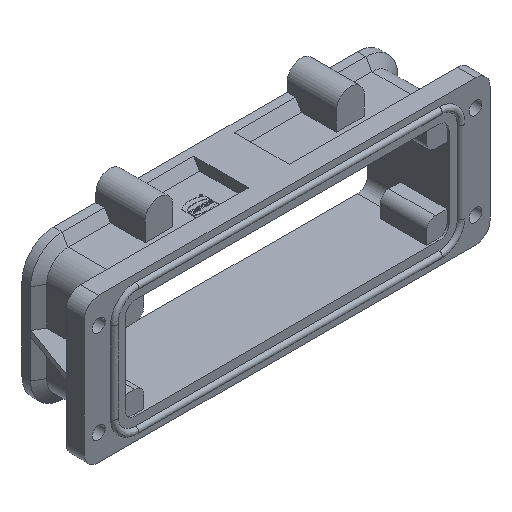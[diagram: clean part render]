
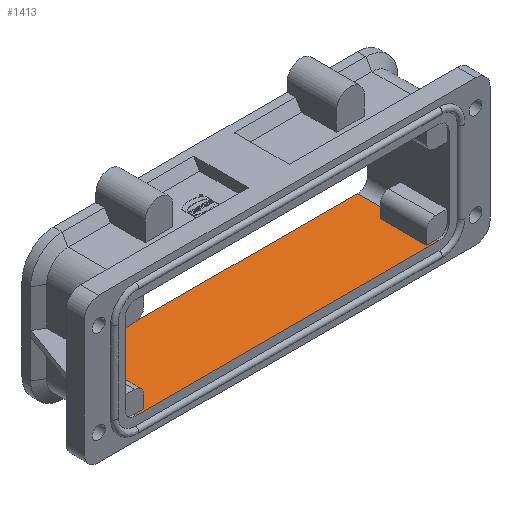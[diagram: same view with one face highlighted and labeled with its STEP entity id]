
A CAD part, isometric view. The second image highlights one B-rep face of the part: STEP entity #1413.
In plain terms, the highlighted planar face has unit normal (0, 0, 1).
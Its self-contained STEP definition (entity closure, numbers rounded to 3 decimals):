
#1204=PLANE('',#5900);
#1413=ADVANCED_FACE('',(#1684),#1204,.T.);
#1684=FACE_OUTER_BOUND('',#1937,.T.);
#1937=EDGE_LOOP('',(#3622,#3623,#3624,#3625,#3626,#3627,#3628,#3629,#3630,
#3631,#3632,#3633));
#2341=LINE('',#8251,#2831);
#2343=LINE('',#8258,#2833);
#2349=LINE('',#8269,#2839);
#2351=LINE('',#8275,#2841);
#2356=LINE('',#8298,#2846);
#2357=LINE('',#8300,#2847);
#2359=LINE('',#8309,#2849);
#2365=LINE('',#8322,#2855);
#2367=LINE('',#8326,#2857);
#2368=LINE('',#8330,#2858);
#2369=LINE('',#8332,#2859);
#2370=LINE('',#8333,#2860);
#2831=VECTOR('',#6638,1.);
#2833=VECTOR('',#6644,1.);
#2839=VECTOR('',#6654,1.);
#2841=VECTOR('',#6660,1.);
#2846=VECTOR('',#6683,1.);
#2847=VECTOR('',#6686,1.);
#2849=VECTOR('',#6694,1.);
#2855=VECTOR('',#6706,1.);
#2857=VECTOR('',#6710,1.);
#2858=VECTOR('',#6715,1.);
#2859=VECTOR('',#6716,1.);
#2860=VECTOR('',#6717,1.);
#3622=ORIENTED_EDGE('',*,*,#5141,.T.);
#3623=ORIENTED_EDGE('',*,*,#5139,.T.);
#3624=ORIENTED_EDGE('',*,*,#5137,.T.);
#3625=ORIENTED_EDGE('',*,*,#5125,.T.);
#3626=ORIENTED_EDGE('',*,*,#5130,.T.);
#3627=ORIENTED_EDGE('',*,*,#5126,.T.);
#3628=ORIENTED_EDGE('',*,*,#5142,.T.);
#3629=ORIENTED_EDGE('',*,*,#5115,.T.);
#3630=ORIENTED_EDGE('',*,*,#5112,.T.);
#3631=ORIENTED_EDGE('',*,*,#5103,.F.);
#3632=ORIENTED_EDGE('',*,*,#5106,.T.);
#3633=ORIENTED_EDGE('',*,*,#5143,.T.);
#4577=VERTEX_POINT('',#8250);
#4578=VERTEX_POINT('',#8252);
#4580=VERTEX_POINT('',#8257);
#4584=VERTEX_POINT('',#8270);
#4586=VERTEX_POINT('',#8276);
#4593=VERTEX_POINT('',#8295);
#4594=VERTEX_POINT('',#8297);
#4595=VERTEX_POINT('',#8301);
#4596=VERTEX_POINT('',#8302);
#4601=VERTEX_POINT('',#8319);
#4604=VERTEX_POINT('',#8327);
#4605=VERTEX_POINT('',#8331);
#5103=EDGE_CURVE('',#4577,#4578,#2341,.T.);
#5106=EDGE_CURVE('',#4577,#4580,#2343,.T.);
#5112=EDGE_CURVE('',#4584,#4578,#2349,.T.);
#5115=EDGE_CURVE('',#4586,#4584,#2351,.T.);
#5125=EDGE_CURVE('',#4593,#4594,#2356,.T.);
#5126=EDGE_CURVE('',#4595,#4596,#2357,.T.);
#5130=EDGE_CURVE('',#4594,#4595,#2359,.T.);
#5137=EDGE_CURVE('',#4601,#4593,#2365,.T.);
#5139=EDGE_CURVE('',#4604,#4601,#2367,.T.);
#5141=EDGE_CURVE('',#4605,#4604,#2368,.T.);
#5142=EDGE_CURVE('',#4596,#4586,#2369,.T.);
#5143=EDGE_CURVE('',#4580,#4605,#2370,.T.);
#5900=AXIS2_PLACEMENT_3D('',#8334,#6718,#6719);
#6638=DIRECTION('',(0.,1.,0.));
#6644=DIRECTION('',(-1.,0.,0.));
#6654=DIRECTION('',(1.,0.,0.));
#6660=DIRECTION('',(0.,-1.,0.));
#6683=DIRECTION('',(0.,1.,0.));
#6686=DIRECTION('',(0.,1.,0.));
#6694=DIRECTION('',(1.,0.,0.));
#6706=DIRECTION('',(-1.,0.,0.));
#6710=DIRECTION('',(0.,1.,0.));
#6715=DIRECTION('',(1.,0.,0.));
#6716=DIRECTION('',(-1.,0.,0.));
#6717=DIRECTION('',(0.,-1.,0.));
#6718=DIRECTION('',(0.,0.,1.));
#6719=DIRECTION('',(1.,0.,0.));
#8250=CARTESIAN_POINT('',(-48.85,-16.1,-17.4));
#8251=CARTESIAN_POINT('',(-48.85,-16.1,-17.4));
#8252=CARTESIAN_POINT('',(-48.85,0.,-17.4));
#8257=CARTESIAN_POINT('',(-52.4,-16.1,-17.4));
#8258=CARTESIAN_POINT('',(-48.85,-16.1,-17.4));
#8269=CARTESIAN_POINT('',(-52.4,0.,-17.4));
#8270=CARTESIAN_POINT('',(-52.4,0.,-17.4));
#8275=CARTESIAN_POINT('',(-52.4,11.4,-17.4));
#8276=CARTESIAN_POINT('',(-52.4,11.4,-17.4));
#8295=CARTESIAN_POINT('',(48.85,-16.1,-17.4));
#8297=CARTESIAN_POINT('',(48.85,0.,-17.4));
#8298=CARTESIAN_POINT('',(48.85,-16.1,-17.4));
#8300=CARTESIAN_POINT('',(52.4,0.,-17.4));
#8301=CARTESIAN_POINT('',(52.4,0.,-17.4));
#8302=CARTESIAN_POINT('',(52.4,11.4,-17.4));
#8309=CARTESIAN_POINT('',(48.85,0.,-17.4));
#8319=CARTESIAN_POINT('',(52.4,-16.1,-17.4));
#8322=CARTESIAN_POINT('',(52.4,-16.1,-17.4));
#8326=CARTESIAN_POINT('',(52.4,-16.8,-17.4));
#8327=CARTESIAN_POINT('',(52.4,-16.8,-17.4));
#8330=CARTESIAN_POINT('',(-52.4,-16.8,-17.4));
#8331=CARTESIAN_POINT('',(-52.4,-16.8,-17.4));
#8332=CARTESIAN_POINT('',(52.4,11.4,-17.4));
#8333=CARTESIAN_POINT('',(-52.4,-16.1,-17.4));
#8334=CARTESIAN_POINT('',(-52.6,-17.1,-17.4));
